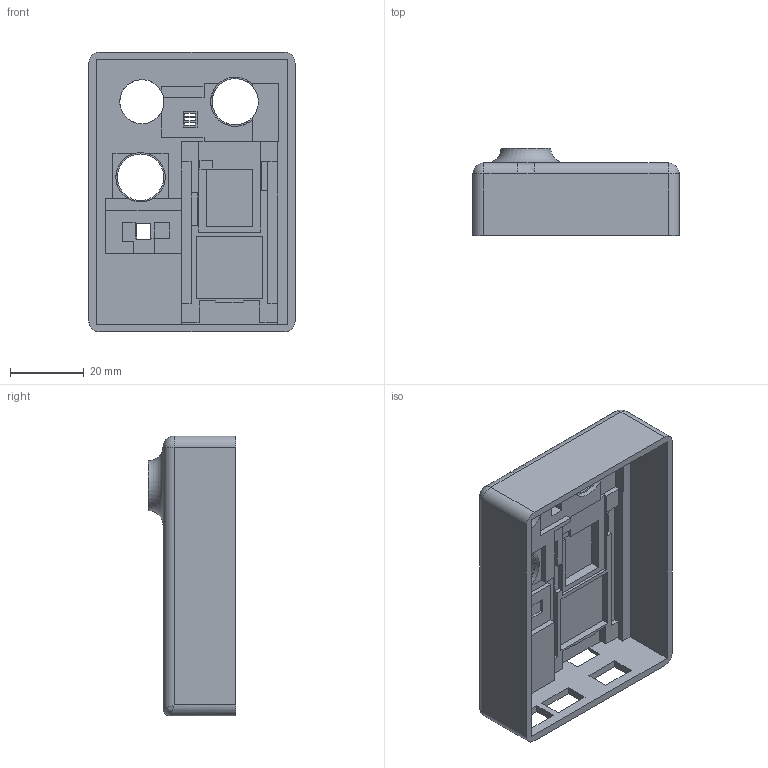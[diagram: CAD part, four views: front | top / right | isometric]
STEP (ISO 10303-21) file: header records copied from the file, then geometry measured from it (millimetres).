
FILE_DESCRIPTION(/* description */ (''),/* implementation_level */ '2;1');
FILE_NAME(/* name */ 'casefront_1v0.stp',/* time_stamp */ '2020-05-16T18:56:45+02:00',/* author */ ('WhoTheHeck'),/* organization */ (''),/* preprocessor_version */ 'ST-DEVELOPER v17',/* originating_system */ 'Autodesk Inventor 2019',/* authorisation */ '');
FILE_SCHEMA (('AUTOMOTIVE_DESIGN { 1 0 10303 214 3 1 1 }'));
Length unit declared in the file: millimetre
Products named in the file (1): casefront_derived_v1
Bounding box: 56 x 23.7 x 76 mm (x, y, z)
Volume: 21834.1 mm3; surface area: 18053.1 mm2
Topology: 1 solids, 1 shells, 183 faces, 518 edges, 336 vertices
Faces by surface type: plane 160, cylinder 15, bspline 3, cone 2, sphere 2, torus 1
Full cylindrical faces by diameter (mm): 12 x1, 12.5 x1, 12.6 x2, 13.4 x1
Entity records: 6132 total; most frequent: CARTESIAN_POINT 1127, ORIENTED_EDGE 1032, DIRECTION 924, EDGE_CURVE 516, LINE 458, VECTOR 458, VERTEX_POINT 336, AXIS2_PLACEMENT_3D 233
